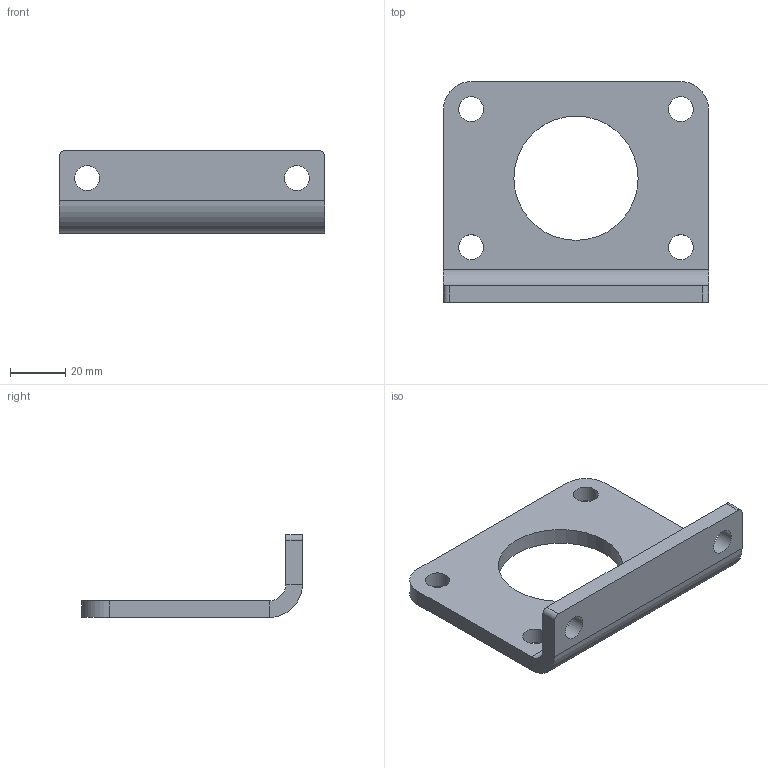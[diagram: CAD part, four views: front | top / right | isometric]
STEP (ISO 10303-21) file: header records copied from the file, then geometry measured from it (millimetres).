
FILE_DESCRIPTION((''),'2;1');
FILE_NAME('MPBI063.stp','2016-07-12T16:49:49',('carlo.corazza'),(''),'Autodesk Inventor 2013','Autodesk Inventor 2013','');
FILE_SCHEMA(('AUTOMOTIVE_DESIGN { 1 0 10303 214 1 1 1 1 }'));
Length unit declared in the file: millimetre
Products named in the file (1): MPBI063
Bounding box: 96 x 80 x 30 mm (x, y, z)
Volume: 45578.4 mm3; surface area: 19350.7 mm2
Topology: 1 solids, 1 shells, 25 faces, 67 edges, 44 vertices
Faces by surface type: cylinder 13, plane 12
Full cylindrical faces by diameter (mm): 9 x6, 45 x1
Entity records: 756 total; most frequent: DIRECTION 132, CARTESIAN_POINT 118, ORIENTED_EDGE 108, EDGE_CURVE 54, AXIS2_PLACEMENT_3D 52, EDGE_LOOP 46, VERTEX_POINT 38, VECTOR 28
